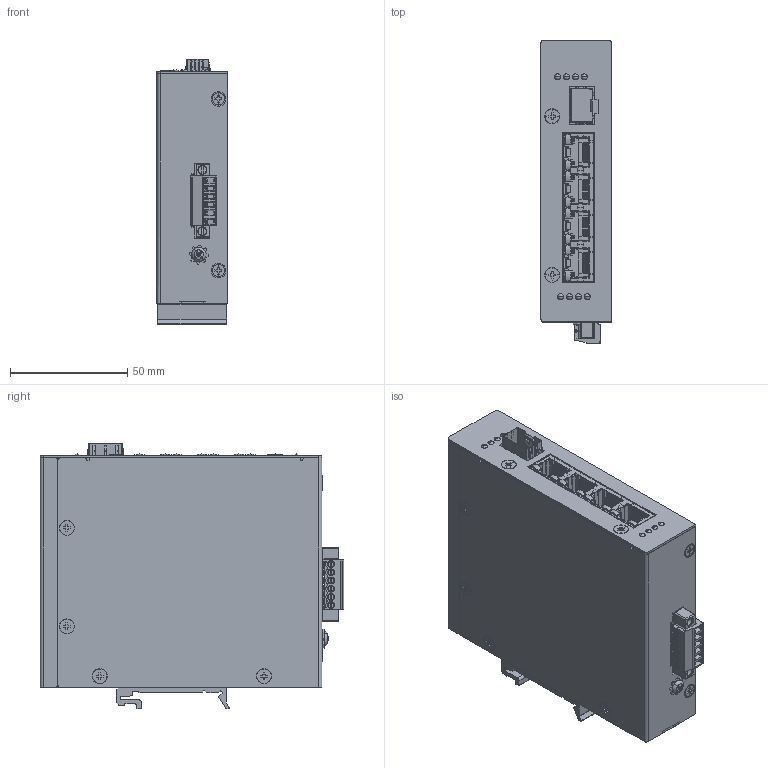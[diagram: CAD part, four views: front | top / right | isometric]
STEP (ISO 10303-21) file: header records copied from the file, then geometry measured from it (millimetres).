
FILE_DESCRIPTION (( 'STEP AP214' ), '1' );
FILE_NAME ('JN3205GP-1F ASY-20210324-STP.STEP', '2021-03-24T06:49:21', ( '' ), ( '' ), 'SwSTEP 2.0', 'SolidWorks 2018', '' );
FILE_SCHEMA (( 'AUTOMOTIVE_DESIGN' ));
Length unit declared in the file: millimetre
Products named in the file (10): R-SH-008020-13-F15; dinkle_ec350vm-06p; SCREW-ROUND-M3-WS-6L; dinkle_ech350rm-06p_2018; 0-Screw-120-M3x6; 3D-DinKit-29-4W; 3205-1x4-RJ; 後框3D; JN3205GP-1F ASY-20210324-STP; 3205GP-1F_Body
Assembly tree (22 placements, depth 2):
  JN3205GP-1F ASY-20210324-STP
    後框3D
    3205-1x4-RJ
    3D-DinKit-29-4W
    0-Screw-120-M3x6  x14
    dinkle_ech350rm-06p_2018
    SCREW-ROUND-M3-WS-6L
    dinkle_ec350vm-06p
    R-SH-008020-13-F15
    3205GP-1F_Body
Bounding box: 30.22 x 129.2 x 113 mm (x, y, z)
Volume: 349754.2 mm3; surface area: 85869.1 mm2
Topology: 35 solids, 41 shells, 5023 faces, 13898 edges, 9068 vertices
Faces by surface type: plane 3618, cylinder 1033, cone 164, bspline 118, torus 50, sphere 40
Entity records: 160276 total; most frequent: CARTESIAN_POINT 40603, ORIENTED_EDGE 25988, DIRECTION 21438, EDGE_CURVE 12994, LINE 9848, VECTOR 9848, VERTEX_POINT 8480, AXIS2_PLACEMENT_3D 5795
